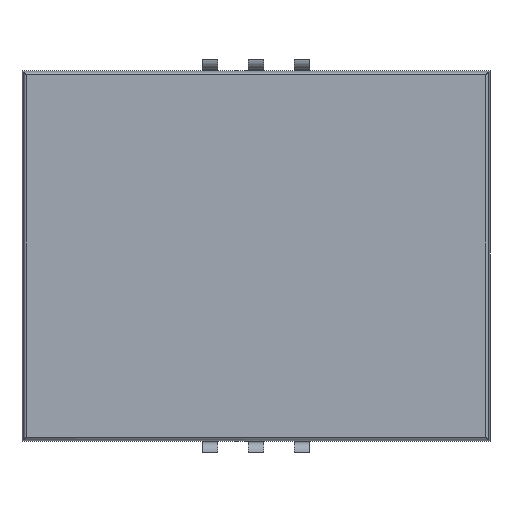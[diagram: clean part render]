
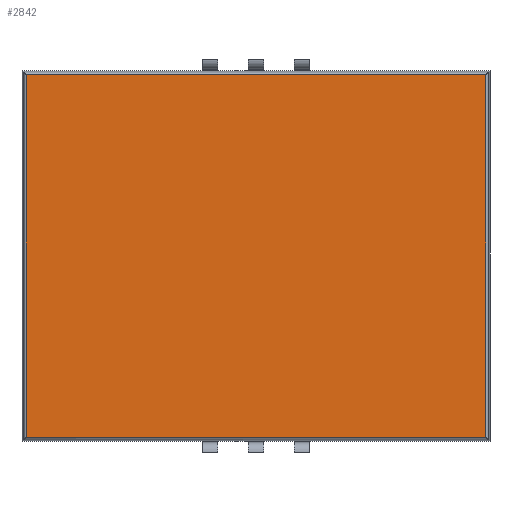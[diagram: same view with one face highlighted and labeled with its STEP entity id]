
A CAD part, front view. The second image highlights one B-rep face of the part: STEP entity #2842.
In plain terms, the highlighted planar face has unit normal (0, -1, 0).
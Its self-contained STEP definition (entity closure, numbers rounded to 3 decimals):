
#2803 = CARTESIAN_POINT ( 'NONE',  ( 6.035, 0.13, -4.76 ) ) ;
#2804 = VERTEX_POINT ( 'NONE', #2803 ) ;
#2805 = CARTESIAN_POINT ( 'NONE',  ( 6.035, 0.13, 4.76 ) ) ;
#2806 = VERTEX_POINT ( 'NONE', #2805 ) ;
#2807 = CARTESIAN_POINT ( 'NONE',  ( 6.035, 0.13, 4.34 ) ) ;
#2808 = DIRECTION ( 'NONE',  ( 0., 0., 1. ) ) ;
#2809 = VECTOR ( 'NONE', #2808, 1000. ) ;
#2810 = LINE ( 'NONE', #2807, #2809 ) ;
#2811 = EDGE_CURVE ( 'NONE', #2804, #2806, #2810, .T. ) ;
#2812 = ORIENTED_EDGE ( 'NONE', *, *, #2811, .T. ) ;
#2813 = CARTESIAN_POINT ( 'NONE',  ( -6.035, 0.13, 4.76 ) ) ;
#2814 = VERTEX_POINT ( 'NONE', #2813 ) ;
#2815 = CARTESIAN_POINT ( 'NONE',  ( 5.18, 0.13, 4.76 ) ) ;
#2816 = DIRECTION ( 'NONE',  ( -1., 0., 0. ) ) ;
#2817 = VECTOR ( 'NONE', #2816, 1000. ) ;
#2818 = LINE ( 'NONE', #2815, #2817 ) ;
#2819 = EDGE_CURVE ( 'NONE', #2806, #2814, #2818, .T. ) ;
#2820 = ORIENTED_EDGE ( 'NONE', *, *, #2819, .T. ) ;
#2821 = CARTESIAN_POINT ( 'NONE',  ( -6.035, 0.13, -4.76 ) ) ;
#2822 = VERTEX_POINT ( 'NONE', #2821 ) ;
#2823 = CARTESIAN_POINT ( 'NONE',  ( -6.035, 0.13, 4.34 ) ) ;
#2824 = DIRECTION ( 'NONE',  ( 0., 0., -1. ) ) ;
#2825 = VECTOR ( 'NONE', #2824, 1000. ) ;
#2826 = LINE ( 'NONE', #2823, #2825 ) ;
#2827 = EDGE_CURVE ( 'NONE', #2814, #2822, #2826, .T. ) ;
#2828 = ORIENTED_EDGE ( 'NONE', *, *, #2827, .T. ) ;
#2829 = CARTESIAN_POINT ( 'NONE',  ( 5.18, 0.13, -4.76 ) ) ;
#2830 = DIRECTION ( 'NONE',  ( 1., 0., 0. ) ) ;
#2831 = VECTOR ( 'NONE', #2830, 1000. ) ;
#2832 = LINE ( 'NONE', #2829, #2831 ) ;
#2833 = EDGE_CURVE ( 'NONE', #2822, #2804, #2832, .T. ) ;
#2834 = ORIENTED_EDGE ( 'NONE', *, *, #2833, .T. ) ;
#2835 = EDGE_LOOP ( 'NONE', ( #2812, #2820, #2828, #2834 ) ) ;
#2836 = FACE_OUTER_BOUND ( 'NONE', #2835, .T. ) ;
#2837 = CARTESIAN_POINT ( 'NONE',  ( 5.18, 0.13, 4.34 ) ) ;
#2838 = DIRECTION ( 'NONE',  ( 0., -1., 0. ) ) ;
#2839 = DIRECTION ( 'NONE',  ( 0., 0., -1. ) ) ;
#2840 = AXIS2_PLACEMENT_3D ( 'NONE', #2837, #2838, #2839 ) ;
#2841 = PLANE ( 'NONE', #2840 ) ;
#2842 = ADVANCED_FACE ( 'NONE', ( #2836 ), #2841, .T. ) ;
